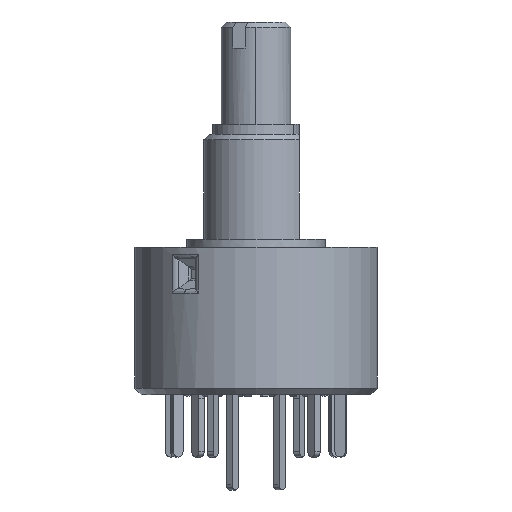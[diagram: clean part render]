
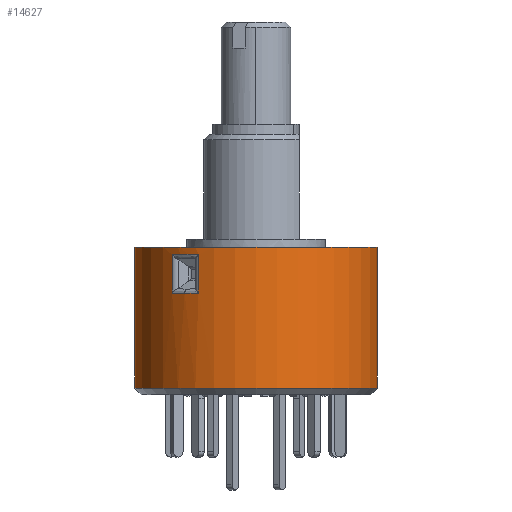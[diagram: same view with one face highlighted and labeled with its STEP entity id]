
A CAD part, left-side view. The second image highlights one B-rep face of the part: STEP entity #14627.
In plain terms, the highlighted cylindrical face has radius 7 mm (diameter 14 mm), a partial arc.
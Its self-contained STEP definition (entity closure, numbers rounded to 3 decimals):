
#108 = CARTESIAN_POINT ( 'NONE',  ( -5.278, 4.609, -3.117 ) ) ;
#127 = EDGE_CURVE ( 'NONE', #10861, #12014, #12345, .T. ) ;
#267 = CARTESIAN_POINT ( 'NONE',  ( -5.663, 4.114, -3.129 ) ) ;
#462 = VERTEX_POINT ( 'NONE', #2280 ) ;
#737 = VECTOR ( 'NONE', #4060, 1000. ) ;
#938 = LINE ( 'NONE', #9656, #11316 ) ;
#1118 = CARTESIAN_POINT ( 'NONE',  ( 0., 0., -0.45 ) ) ;
#1121 = CARTESIAN_POINT ( 'NONE',  ( 0., 0., -0.45 ) ) ;
#1592 = EDGE_CURVE ( 'NONE', #7406, #462, #8397, .T. ) ;
#1695 = CARTESIAN_POINT ( 'NONE',  ( -5.865, 3.872, -0.841 ) ) ;
#1778 = FACE_OUTER_BOUND ( 'NONE', #9560, .T. ) ;
#1852 = VECTOR ( 'NONE', #2430, 1000. ) ;
#2096 = VERTEX_POINT ( 'NONE', #16081 ) ;
#2280 = CARTESIAN_POINT ( 'NONE',  ( 0., 7., -8.574 ) ) ;
#2430 = DIRECTION ( 'NONE',  ( 0., 0., -1. ) ) ;
#2471 = VECTOR ( 'NONE', #4367, 1000. ) ;
#2830 = CARTESIAN_POINT ( 'NONE',  ( -5.479, 4.368, -3.129 ) ) ;
#2933 = CYLINDRICAL_SURFACE ( 'NONE', #9841, 7. ) ;
#2944 = CARTESIAN_POINT ( 'NONE',  ( -6.163, 3.319, -0.888 ) ) ;
#3198 =( BOUNDED_CURVE ( )  B_SPLINE_CURVE ( 3, ( #267, #2830, #108, #3802 ),
 .UNSPECIFIED., .F., .F. ) 
 B_SPLINE_CURVE_WITH_KNOTS ( ( 4, 4 ),
 ( 0., 0.134 ),
 .UNSPECIFIED. ) 
 CURVE ( )  GEOMETRIC_REPRESENTATION_ITEM ( )  RATIONAL_B_SPLINE_CURVE ( ( 1., 0.998, 0.998, 1. ) ) 
 REPRESENTATION_ITEM ( '' )  );
#3215 = CARTESIAN_POINT ( 'NONE',  ( -5.663, 4.114, -3.129 ) ) ;
#3234 = ORIENTED_EDGE ( 'NONE', *, *, #15031, .T. ) ;
#3262 = LINE ( 'NONE', #15486, #2471 ) ;
#3802 = CARTESIAN_POINT ( 'NONE',  ( -5.061, 4.836, -3.094 ) ) ;
#3837 = CIRCLE ( 'NONE', #9868, 7. ) ;
#3963 = VERTEX_POINT ( 'NONE', #10988 ) ;
#4060 = DIRECTION ( 'NONE',  ( 0., 0., -1. ) ) ;
#4264 = ORIENTED_EDGE ( 'NONE', *, *, #15769, .T. ) ;
#4367 = DIRECTION ( 'NONE',  ( 0., 0., -1. ) ) ;
#4568 = EDGE_CURVE ( 'NONE', #11221, #3963, #15122, .T. ) ;
#4742 = AXIS2_PLACEMENT_3D ( 'NONE', #5761, #15708, #10731 ) ;
#5257 = CARTESIAN_POINT ( 'NONE',  ( -5.495, 4.381, -0.841 ) ) ;
#5305 = FACE_BOUND ( 'NONE', #7720, .T. ) ;
#5603 = CARTESIAN_POINT ( 'NONE',  ( 0., 7., -0.45 ) ) ;
#5761 = CARTESIAN_POINT ( 'NONE',  ( 0., 0., -8.574 ) ) ;
#7024 = CARTESIAN_POINT ( 'NONE',  ( 0., -7., -0.45 ) ) ;
#7215 = ORIENTED_EDGE ( 'NONE', *, *, #127, .T. ) ;
#7324 = EDGE_CURVE ( 'NONE', #462, #3963, #14577, .T. ) ;
#7406 = VERTEX_POINT ( 'NONE', #5603 ) ;
#7720 = EDGE_LOOP ( 'NONE', ( #12150, #12474, #3234, #7215, #4264 ) ) ;
#7960 = ORIENTED_EDGE ( 'NONE', *, *, #7324, .T. ) ;
#8397 = LINE ( 'NONE', #12873, #737 ) ;
#8554 = EDGE_CURVE ( 'NONE', #12840, #13032, #3198, .T. ) ;
#8678 =( BOUNDED_CURVE ( )  B_SPLINE_CURVE ( 3, ( #12137, #14774, #14674, #12177 ),
 .UNSPECIFIED., .F., .T. ) 
 B_SPLINE_CURVE_WITH_KNOTS ( ( 4, 4 ),
 ( 6.149, 6.283 ),
 .UNSPECIFIED. ) 
 CURVE ( )  GEOMETRIC_REPRESENTATION_ITEM ( )  RATIONAL_B_SPLINE_CURVE ( ( 1., 0.998, 0.998, 1. ) ) 
 REPRESENTATION_ITEM ( '' )  );
#8690 = ORIENTED_EDGE ( 'NONE', *, *, #15504, .F. ) ;
#8816 = CARTESIAN_POINT ( 'NONE',  ( -6.163, 3.319, -0.888 ) ) ;
#9560 = EDGE_LOOP ( 'NONE', ( #13939, #8690, #15193, #7960 ) ) ;
#9656 = CARTESIAN_POINT ( 'NONE',  ( -5.061, 4.836, -0.45 ) ) ;
#9824 = DIRECTION ( 'NONE',  ( 0., -1., 0. ) ) ;
#9841 = AXIS2_PLACEMENT_3D ( 'NONE', #1121, #16114, #13965 ) ;
#9868 = AXIS2_PLACEMENT_3D ( 'NONE', #1118, #12225, #9824 ) ;
#10731 = DIRECTION ( 'NONE',  ( 0., -1., 0. ) ) ;
#10861 = VERTEX_POINT ( 'NONE', #14756 ) ;
#10988 = CARTESIAN_POINT ( 'NONE',  ( 0., -7., -8.574 ) ) ;
#11221 = VERTEX_POINT ( 'NONE', #7024 ) ;
#11316 = VECTOR ( 'NONE', #14958, 1000. ) ;
#11892 = EDGE_CURVE ( 'NONE', #2096, #12840, #8678, .T. ) ;
#12014 = VERTEX_POINT ( 'NONE', #8816 ) ;
#12137 = CARTESIAN_POINT ( 'NONE',  ( -6.163, 3.319, -3.094 ) ) ;
#12150 = ORIENTED_EDGE ( 'NONE', *, *, #11892, .T. ) ;
#12177 = CARTESIAN_POINT ( 'NONE',  ( -5.663, 4.114, -3.129 ) ) ;
#12225 = DIRECTION ( 'NONE',  ( 0., 0., 1. ) ) ;
#12345 =( BOUNDED_CURVE ( )  B_SPLINE_CURVE ( 3, ( #15994, #5257, #1695, #2944 ),
 .UNSPECIFIED., .F., .T. ) 
 B_SPLINE_CURVE_WITH_KNOTS ( ( 4, 4 ),
 ( 3.007, 3.276 ),
 .UNSPECIFIED. ) 
 CURVE ( )  GEOMETRIC_REPRESENTATION_ITEM ( )  RATIONAL_B_SPLINE_CURVE ( ( 1., 0.994, 0.994, 1. ) ) 
 REPRESENTATION_ITEM ( '' )  );
#12474 = ORIENTED_EDGE ( 'NONE', *, *, #8554, .T. ) ;
#12840 = VERTEX_POINT ( 'NONE', #3215 ) ;
#12873 = CARTESIAN_POINT ( 'NONE',  ( 0., 7., -0.45 ) ) ;
#13032 = VERTEX_POINT ( 'NONE', #14741 ) ;
#13939 = ORIENTED_EDGE ( 'NONE', *, *, #4568, .F. ) ;
#13965 = DIRECTION ( 'NONE',  ( 0., 1., 0. ) ) ;
#14577 = CIRCLE ( 'NONE', #4742, 7. ) ;
#14627 = ADVANCED_FACE ( 'NONE', ( #1778, #5305 ), #2933, .T. ) ;
#14674 = CARTESIAN_POINT ( 'NONE',  ( -5.848, 3.861, -3.129 ) ) ;
#14741 = CARTESIAN_POINT ( 'NONE',  ( -5.061, 4.836, -3.094 ) ) ;
#14756 = CARTESIAN_POINT ( 'NONE',  ( -5.061, 4.836, -0.888 ) ) ;
#14774 = CARTESIAN_POINT ( 'NONE',  ( -6.015, 3.595, -3.117 ) ) ;
#14958 = DIRECTION ( 'NONE',  ( 0., 0., 1. ) ) ;
#15031 = EDGE_CURVE ( 'NONE', #13032, #10861, #938, .T. ) ;
#15122 = LINE ( 'NONE', #16177, #1852 ) ;
#15193 = ORIENTED_EDGE ( 'NONE', *, *, #1592, .T. ) ;
#15486 = CARTESIAN_POINT ( 'NONE',  ( -6.163, 3.319, -0.45 ) ) ;
#15504 = EDGE_CURVE ( 'NONE', #7406, #11221, #3837, .T. ) ;
#15708 = DIRECTION ( 'NONE',  ( 0., 0., 1. ) ) ;
#15769 = EDGE_CURVE ( 'NONE', #12014, #2096, #3262, .T. ) ;
#15994 = CARTESIAN_POINT ( 'NONE',  ( -5.061, 4.836, -0.888 ) ) ;
#16081 = CARTESIAN_POINT ( 'NONE',  ( -6.163, 3.319, -3.094 ) ) ;
#16114 = DIRECTION ( 'NONE',  ( 0., 0., -1. ) ) ;
#16177 = CARTESIAN_POINT ( 'NONE',  ( 0., -7., -0.45 ) ) ;
